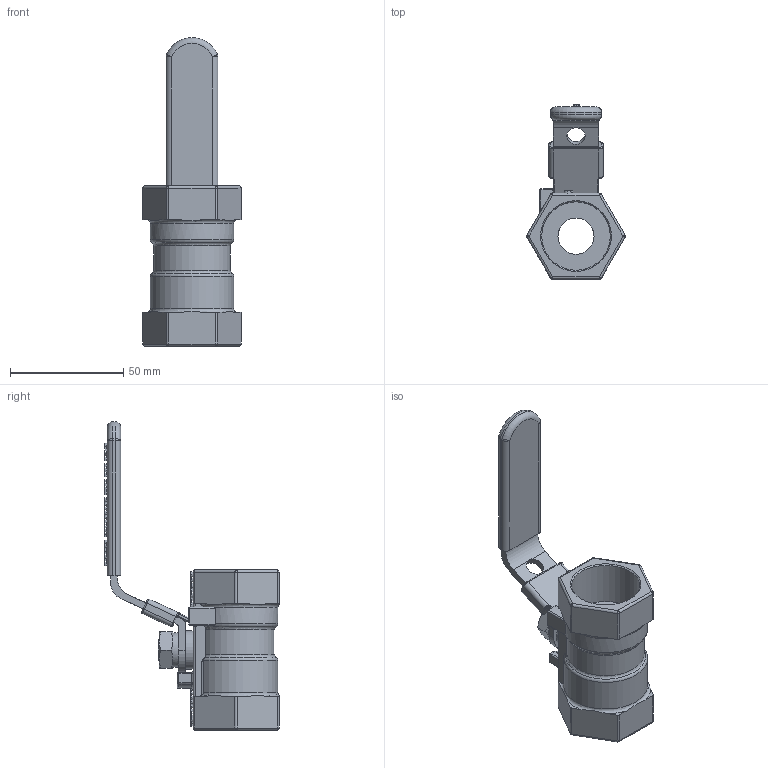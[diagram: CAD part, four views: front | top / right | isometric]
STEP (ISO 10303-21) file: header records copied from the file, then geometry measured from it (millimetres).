
FILE_DESCRIPTION(/* description */ ('708006'),/* implementation_level */ '2;1');
FILE_NAME(/* name */ '708006.stp',/* time_stamp */ '2015-06-18T14:21:50+02:00',/* author */ ('jmorand'),/* organization */ ('Sferaco'),/* preprocessor_version */ 'ST-DEVELOPER v15.6',/* originating_system */ 'Autodesk Inventor 2015',/* authorisation */ '');
FILE_SCHEMA (('AUTOMOTIVE_DESIGN { 1 0 10303 214 3 1 1 }'));
Length unit declared in the file: millimetre
Products named in the file (1): 708006_bd
Bounding box: 43.57 x 77.01 x 136.5 mm (x, y, z)
Volume: 64906.2 mm3; surface area: 26589.1 mm2
Topology: 1 solids, 3 shells, 1083 faces, 2848 edges, 1838 vertices
Faces by surface type: plane 451, bspline 425, cylinder 130, torus 34, sphere 24, cone 19
Full cylindrical faces by diameter (mm): 8 x1, 9 x1, 10 x1, 16 x1, 17 x1, 30.29 x1, 30.291 x2
Entity records: 38992 total; most frequent: CARTESIAN_POINT 14065, ORIENTED_EDGE 5654, DIRECTION 3573, EDGE_CURVE 2827, VERTEX_POINT 1834, LINE 1555, VECTOR 1555, EDGE_LOOP 1185
